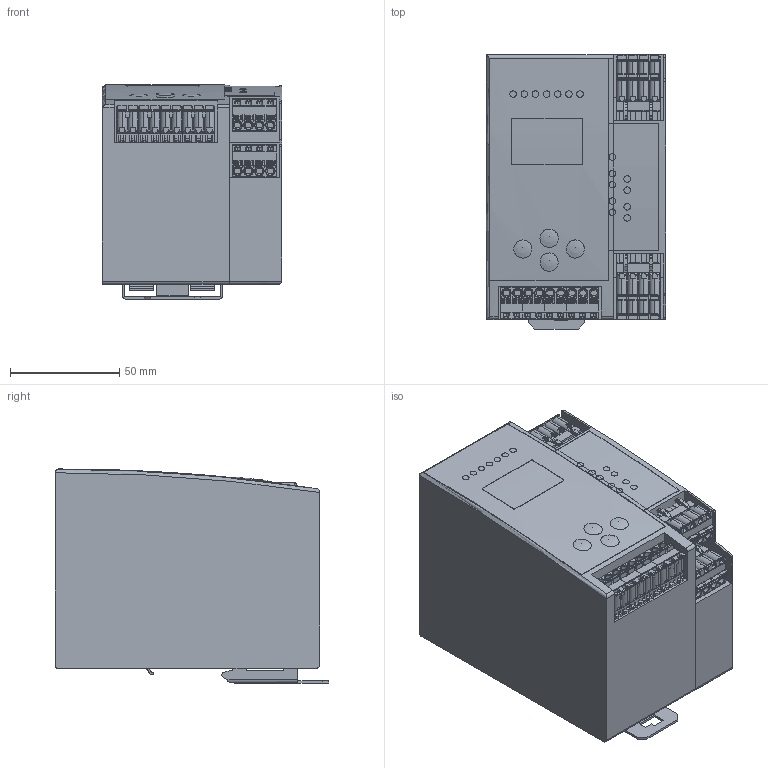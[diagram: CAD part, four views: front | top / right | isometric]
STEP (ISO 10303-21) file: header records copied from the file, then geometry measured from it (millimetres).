
FILE_DESCRIPTION(/* description */ ('Alibre Inc.'),/* implementation_level */ '2;1');
FILE_NAME(/* name */ 'export0',/* time_stamp */ '2014-03-13T09:25:50+01:00',/* author */ (''),/* organization */ (''),/* preprocessor_version */ 'ST-DEVELOPER v14',/* originating_system */ 'Alibre',/* authorisation */ '');
FILE_SCHEMA (('AUTOMOTIVE_DESIGN'));
Length unit declared in the file: centimetre
Products named in the file (21): ID_1
Bounding box: 82 x 125.29 x 97.95 mm (x, y, z)
Volume: 853302.3 mm3; surface area: 116158.8 mm2
Topology: 34 solids, 34 shells, 3357 faces, 8868 edges, 5721 vertices
Faces by surface type: plane 2011, cylinder 1189, cone 100, torus 51, sphere 4, bspline 2
Full cylindrical faces by diameter (mm): 3 x16, 13.5 x2
Entity records: 41426 total; most frequent: CARTESIAN_POINT 7765, ORIENTED_EDGE 7354, DIRECTION 6024, EDGE_CURVE 3677, VECTOR 2540, LINE 2540, VERTEX_POINT 2384, AXIS2_PLACEMENT_3D 2163
